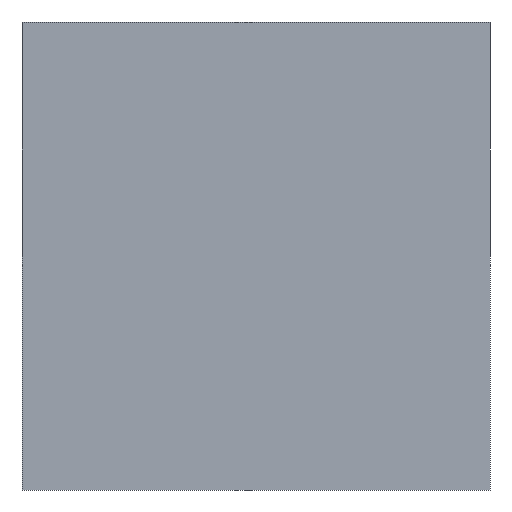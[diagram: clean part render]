
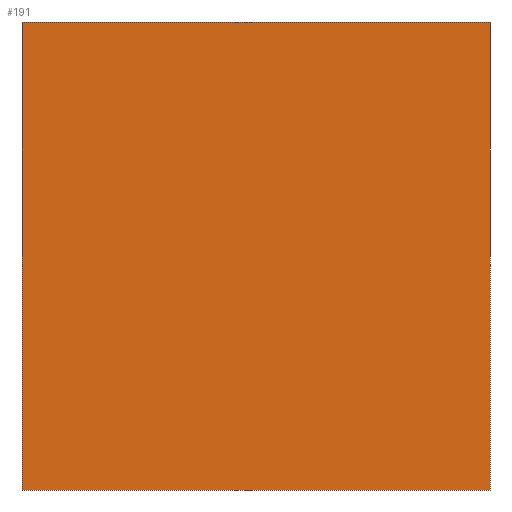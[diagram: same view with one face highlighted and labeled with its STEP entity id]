
A CAD part, front view. The second image highlights one B-rep face of the part: STEP entity #191.
In plain terms, the highlighted planar face has unit normal (0, -1, 0).
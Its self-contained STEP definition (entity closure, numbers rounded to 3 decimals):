
#7 = EDGE_LOOP ( 'NONE', ( #90, #358, #403, #31 ) ) ;
#31 = ORIENTED_EDGE ( 'NONE', *, *, #370, .F. ) ;
#32 = DIRECTION ( 'NONE',  ( 0., 0., -1. ) ) ;
#34 = VECTOR ( 'NONE', #163, 1000. ) ;
#90 = ORIENTED_EDGE ( 'NONE', *, *, #389, .F. ) ;
#92 = CARTESIAN_POINT ( 'NONE',  ( 0.35, 0., 0.35 ) ) ;
#94 = LINE ( 'NONE', #161, #198 ) ;
#125 = VERTEX_POINT ( 'NONE', #318 ) ;
#131 = PLANE ( 'NONE',  #382 ) ;
#138 = VERTEX_POINT ( 'NONE', #92 ) ;
#143 = EDGE_CURVE ( 'NONE', #125, #138, #312, .T. ) ;
#158 = DIRECTION ( 'NONE',  ( 0., 0., -1. ) ) ;
#161 = CARTESIAN_POINT ( 'NONE',  ( 0.35, 0., 0.35 ) ) ;
#163 = DIRECTION ( 'NONE',  ( 1., 0., 0. ) ) ;
#191 = ADVANCED_FACE ( 'NONE', ( #396 ), #131, .T. ) ;
#193 = VECTOR ( 'NONE', #220, 1000. ) ;
#198 = VECTOR ( 'NONE', #158, 1000. ) ;
#202 = EDGE_CURVE ( 'NONE', #292, #125, #259, .T. ) ;
#212 = CARTESIAN_POINT ( 'NONE',  ( -0.35, 0., 0.35 ) ) ;
#220 = DIRECTION ( 'NONE',  ( -1., 0., 0. ) ) ;
#238 = CARTESIAN_POINT ( 'NONE',  ( -0.35, 0., -0.35 ) ) ;
#240 = CARTESIAN_POINT ( 'NONE',  ( 0.35, 0., -0.35 ) ) ;
#259 = LINE ( 'NONE', #212, #392 ) ;
#287 = CARTESIAN_POINT ( 'NONE',  ( -0.35, 0., -0.35 ) ) ;
#292 = VERTEX_POINT ( 'NONE', #238 ) ;
#293 = CARTESIAN_POINT ( 'NONE',  ( -0.35, 0., 0.35 ) ) ;
#312 = LINE ( 'NONE', #293, #34 ) ;
#318 = CARTESIAN_POINT ( 'NONE',  ( -0.35, 0., 0.35 ) ) ;
#323 = VERTEX_POINT ( 'NONE', #240 ) ;
#325 = DIRECTION ( 'NONE',  ( 0., -1., 0. ) ) ;
#358 = ORIENTED_EDGE ( 'NONE', *, *, #143, .F. ) ;
#362 = CARTESIAN_POINT ( 'NONE',  ( 0., 0., 0. ) ) ;
#370 = EDGE_CURVE ( 'NONE', #323, #292, #429, .T. ) ;
#372 = DIRECTION ( 'NONE',  ( 0., 0., 1. ) ) ;
#382 = AXIS2_PLACEMENT_3D ( 'NONE', #362, #325, #32 ) ;
#389 = EDGE_CURVE ( 'NONE', #138, #323, #94, .T. ) ;
#392 = VECTOR ( 'NONE', #372, 1000. ) ;
#396 = FACE_OUTER_BOUND ( 'NONE', #7, .T. ) ;
#403 = ORIENTED_EDGE ( 'NONE', *, *, #202, .F. ) ;
#429 = LINE ( 'NONE', #287, #193 ) ;
